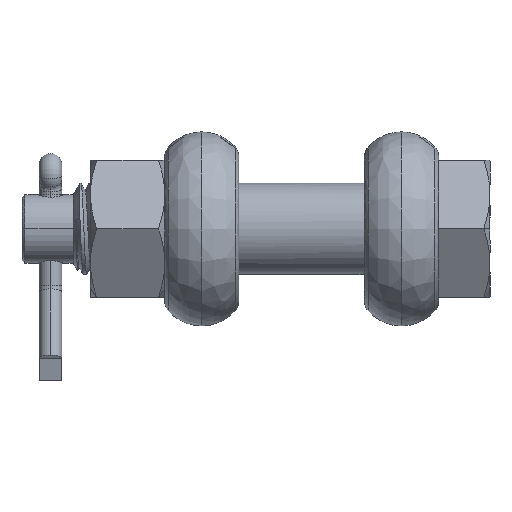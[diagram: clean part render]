
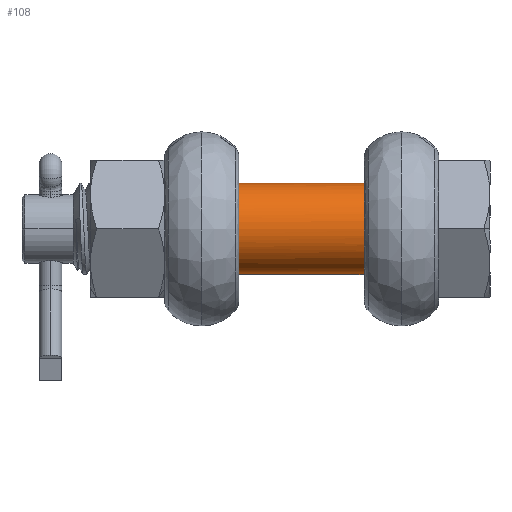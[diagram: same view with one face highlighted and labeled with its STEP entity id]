
A CAD part, front view. The second image highlights one B-rep face of the part: STEP entity #108.
In plain terms, the highlighted cylindrical face has radius 8 mm (diameter 16 mm), a partial arc.
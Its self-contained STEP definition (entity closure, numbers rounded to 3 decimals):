
#108=ADVANCED_FACE('NONE',(#761),#762,.T.);
#761=FACE_OUTER_BOUND('',#2072,.T.);
#762=CYLINDRICAL_SURFACE('',#2073,8.0);
#2072=EDGE_LOOP('',(#11740,#11741,#11742,#11743,#11744));
#2073=AXIS2_PLACEMENT_3D('',#11745,#11746,#11747);
#11740=ORIENTED_EDGE('',*,*,#16501,.T.);
#11741=ORIENTED_EDGE('',*,*,#16509,.T.);
#11742=ORIENTED_EDGE('',*,*,#16510,.T.);
#11743=ORIENTED_EDGE('',*,*,#16511,.F.);
#11744=ORIENTED_EDGE('',*,*,#16512,.F.);
#11745=CARTESIAN_POINT('',(23.75,0.0,0.0));
#11746=DIRECTION('',(1.0,0.0,0.));
#11747=DIRECTION('',(0.,-0.0,-1.0));
#16501=EDGE_CURVE('NONE',#18308,#18306,#18309,.T.);
#16509=EDGE_CURVE('NONE',#18306,#18323,#18324,.T.);
#16510=EDGE_CURVE('NONE',#18323,#18325,#18326,.T.);
#16511=EDGE_CURVE('NONE',#18327,#18325,#18328,.T.);
#16512=EDGE_CURVE('NONE',#18308,#18327,#18329,.T.);
#18306=VERTEX_POINT('NONE',#21266);
#18308=VERTEX_POINT('NONE',#21268);
#18309=CIRCLE('',#21269,8.);
#18323=VERTEX_POINT('NONE',#21357);
#18324=CIRCLE('',#21358,8.);
#18325=VERTEX_POINT('NONE',#21359);
#18326=LINE('',#21360,#21361);
#18327=VERTEX_POINT('NONE',#21362);
#18328=B_SPLINE_CURVE_WITH_KNOTS('',3,(#21363,#21364,#21365,#21366,#21367,#21368,#21369,#21370,#21371,#21372,#21373,#21374,#21375,#21376,#21377,#21378,#21379,#21380,#21381,#21382,#21383,#21384,#21385,#21386,#21387,#21388,#21389,#21390,#21391,#21392,#21393,#21394,#21395,#21396,#21397,#21398,#21399,#21400,#21401,#21402,#21403,#21404),.UNSPECIFIED.,.F.,.F.,(4,2,2,2,2,2,2,2,2,2,2,2,2,2,2,2,2,2,2,2,4),(-0.005,-0.003,-0.002,0.,0.001,0.002,0.003,0.005,0.006,0.008,0.009,0.01,0.011,0.012,0.014,0.015,0.016,0.017,0.018,0.019,0.02),.UNSPECIFIED.);
#18329=LINE('',#21405,#21406);
#21266=CARTESIAN_POINT('',(23.75,-8.,0.));
#21268=CARTESIAN_POINT('',(23.75,0.,-8.));
#21269=AXIS2_PLACEMENT_3D('',#34171,#34172,#34173);
#21357=CARTESIAN_POINT('',(23.75,0.,8.));
#21358=AXIS2_PLACEMENT_3D('',#34185,#34186,#34187);
#21359=CARTESIAN_POINT('',(-23.113,0.,8.));
#21360=CARTESIAN_POINT('',(23.75,0.,8.0));
#21361=VECTOR('',#34188,1000.0);
#21362=CARTESIAN_POINT('',(-22.103,0.,-8.));
#21363=CARTESIAN_POINT('',(-22.103,0.,-8.));
#21364=CARTESIAN_POINT('',(-22.124,-0.525,-8.));
#21365=CARTESIAN_POINT('',(-22.145,-1.044,-7.949));
#21366=CARTESIAN_POINT('',(-22.187,-2.067,-7.746));
#21367=CARTESIAN_POINT('',(-22.208,-2.576,-7.592));
#21368=CARTESIAN_POINT('',(-22.25,-3.545,-7.191));
#21369=CARTESIAN_POINT('',(-22.271,-4.011,-6.942));
#21370=CARTESIAN_POINT('',(-22.314,-4.888,-6.355));
#21371=CARTESIAN_POINT('',(-22.335,-5.292,-6.022));
#21372=CARTESIAN_POINT('',(-22.366,-5.844,-5.469));
#21373=CARTESIAN_POINT('',(-22.376,-6.019,-5.276));
#21374=CARTESIAN_POINT('',(-22.397,-6.351,-4.871));
#21375=CARTESIAN_POINT('',(-22.408,-6.509,-4.658));
#21376=CARTESIAN_POINT('',(-22.44,-6.946,-4.003));
#21377=CARTESIAN_POINT('',(-22.461,-7.191,-3.543));
#21378=CARTESIAN_POINT('',(-22.503,-7.591,-2.579));
#21379=CARTESIAN_POINT('',(-22.524,-7.745,-2.071));
#21380=CARTESIAN_POINT('',(-22.566,-7.949,-1.041));
#21381=CARTESIAN_POINT('',(-22.587,-8.001,-0.513));
#21382=CARTESIAN_POINT('',(-22.63,-7.999,0.542));
#21383=CARTESIAN_POINT('',(-22.65,-7.946,1.062));
#21384=CARTESIAN_POINT('',(-22.682,-7.793,1.828));
#21385=CARTESIAN_POINT('',(-22.692,-7.729,2.081));
#21386=CARTESIAN_POINT('',(-22.713,-7.576,2.583));
#21387=CARTESIAN_POINT('',(-22.724,-7.486,2.832));
#21388=CARTESIAN_POINT('',(-22.756,-7.185,3.558));
#21389=CARTESIAN_POINT('',(-22.776,-6.938,4.017));
#21390=CARTESIAN_POINT('',(-22.818,-6.357,4.885));
#21391=CARTESIAN_POINT('',(-22.84,-6.019,5.296));
#21392=CARTESIAN_POINT('',(-22.882,-5.281,6.032));
#21393=CARTESIAN_POINT('',(-22.902,-4.878,6.363));
#21394=CARTESIAN_POINT('',(-22.934,-4.222,6.8));
#21395=CARTESIAN_POINT('',(-22.945,-3.995,6.936));
#21396=CARTESIAN_POINT('',(-22.966,-3.533,7.182));
#21397=CARTESIAN_POINT('',(-22.976,-3.297,7.294));
#21398=CARTESIAN_POINT('',(-22.997,-2.816,7.492));
#21399=CARTESIAN_POINT('',(-23.008,-2.571,7.58));
#21400=CARTESIAN_POINT('',(-23.029,-2.07,7.732));
#21401=CARTESIAN_POINT('',(-23.039,-1.814,7.796));
#21402=CARTESIAN_POINT('',(-23.071,-1.04,7.95));
#21403=CARTESIAN_POINT('',(-23.092,-0.521,8.));
#21404=CARTESIAN_POINT('',(-23.113,0.,8.));
#21405=CARTESIAN_POINT('',(23.75,0.0,-8.0));
#21406=VECTOR('',#34189,1000.0);
#34171=CARTESIAN_POINT('',(23.75,0.,0.));
#34172=DIRECTION('',(-1.0,0.0,0.0));
#34173=DIRECTION('',(0.0,1.0,0.0));
#34185=CARTESIAN_POINT('',(23.75,0.,0.));
#34186=DIRECTION('',(-1.0,0.0,0.0));
#34187=DIRECTION('',(0.0,1.0,0.));
#34188=DIRECTION('',(-1.0,0.0,0.));
#34189=DIRECTION('',(-1.0,0.0,0.));
